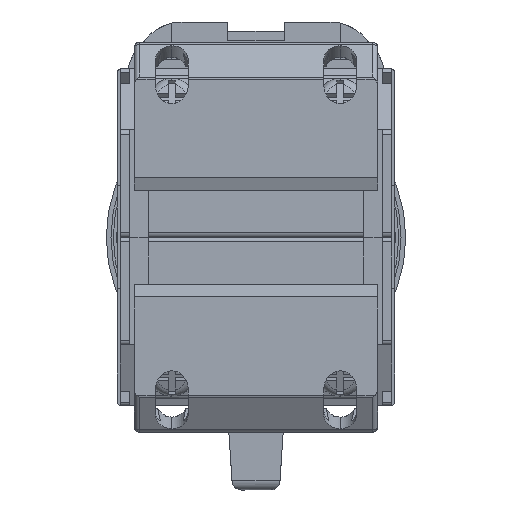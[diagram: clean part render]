
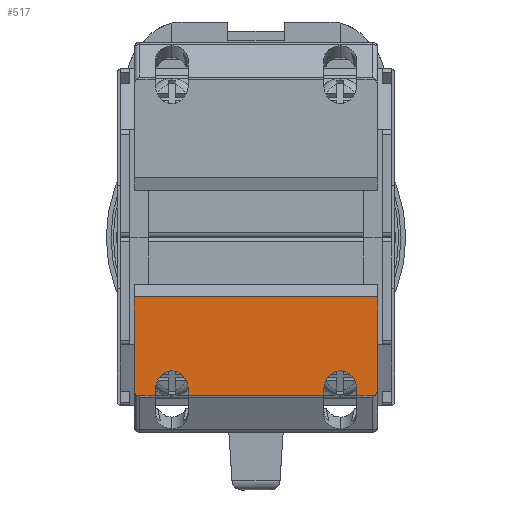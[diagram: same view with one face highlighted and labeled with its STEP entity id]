
A CAD part, front view. The second image highlights one B-rep face of the part: STEP entity #517.
In plain terms, the highlighted planar face has unit normal (0, -1, 0).
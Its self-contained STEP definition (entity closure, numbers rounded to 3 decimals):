
#25 =( BOUNDED_CURVE ( )  B_SPLINE_CURVE ( 3, ( #14130, #6922, #1060, #9400 ),
 .UNSPECIFIED., .F., .F. ) 
 B_SPLINE_CURVE_WITH_KNOTS ( ( 4, 4 ),
 ( 4.712, 5.736 ),
 .UNSPECIFIED. ) 
 CURVE ( )  GEOMETRIC_REPRESENTATION_ITEM ( )  RATIONAL_B_SPLINE_CURVE ( ( 1., 0.915, 0.915, 1. ) ) 
 REPRESENTATION_ITEM ( '' )  );
#212 = EDGE_CURVE ( 'NONE', #983, #7852, #14165, .T. ) ;
#261 = CARTESIAN_POINT ( 'NONE',  ( -13., -41.5, -6.374 ) ) ;
#294 = ORIENTED_EDGE ( 'NONE', *, *, #15380, .F. ) ;
#472 = VERTEX_POINT ( 'NONE', #8553 ) ;
#517 = ADVANCED_FACE ( 'NONE', ( #14894 ), #3925, .F. ) ;
#531 = LINE ( 'NONE', #6763, #6866 ) ;
#983 = VERTEX_POINT ( 'NONE', #14201 ) ;
#1037 = DIRECTION ( 'NONE',  ( 0., 0., -1. ) ) ;
#1060 = CARTESIAN_POINT ( 'NONE',  ( 12.913, -41.5, -16.681 ) ) ;
#1184 = CARTESIAN_POINT ( 'NONE',  ( 10.75, -41.5, -12.377 ) ) ;
#1452 = DIRECTION ( 'NONE',  ( 0., 0., 1. ) ) ;
#1603 = VERTEX_POINT ( 'NONE', #7275 ) ;
#1913 = CARTESIAN_POINT ( 'NONE',  ( -12.76, -41.5, -16.86 ) ) ;
#2128 = LINE ( 'NONE', #261, #8080 ) ;
#2261 = VERTEX_POINT ( 'NONE', #7931 ) ;
#2451 = CARTESIAN_POINT ( 'NONE',  ( 13., -41.5, -16.039 ) ) ;
#2747 = CARTESIAN_POINT ( 'NONE',  ( 13., -41.5, -6.374 ) ) ;
#2847 = EDGE_CURVE ( 'NONE', #14878, #9211, #9653, .T. ) ;
#2869 = VERTEX_POINT ( 'NONE', #12291 ) ;
#2955 = DIRECTION ( 'NONE',  ( -1., 0., 0. ) ) ;
#3132 = CARTESIAN_POINT ( 'NONE',  ( -12.913, -41.5, -16.681 ) ) ;
#3203 = DIRECTION ( 'NONE',  ( -1., 0., 0. ) ) ;
#3234 = LINE ( 'NONE', #4510, #9572 ) ;
#3287 = ORIENTED_EDGE ( 'NONE', *, *, #15140, .T. ) ;
#3441 =( BOUNDED_CURVE ( )  B_SPLINE_CURVE ( 3, ( #1913, #3132, #6012, #14345 ),
 .UNSPECIFIED., .F., .F. ) 
 B_SPLINE_CURVE_WITH_KNOTS ( ( 4, 4 ),
 ( 3.689, 4.712 ),
 .UNSPECIFIED. ) 
 CURVE ( )  GEOMETRIC_REPRESENTATION_ITEM ( )  RATIONAL_B_SPLINE_CURVE ( ( 1., 0.915, 0.915, 1. ) ) 
 REPRESENTATION_ITEM ( '' )  );
#3850 = VECTOR ( 'NONE', #1037, 1000. ) ;
#3925 = PLANE ( 'NONE',  #4324 ) ;
#3950 = ORIENTED_EDGE ( 'NONE', *, *, #4692, .T. ) ;
#4172 = ORIENTED_EDGE ( 'NONE', *, *, #15322, .F. ) ;
#4218 = LINE ( 'NONE', #9373, #3850 ) ;
#4225 = CARTESIAN_POINT ( 'NONE',  ( -10.75, -41.5, -16.86 ) ) ;
#4324 = AXIS2_PLACEMENT_3D ( 'NONE', #2747, #5128, #13459 ) ;
#4385 = DIRECTION ( 'NONE',  ( 0., 0., 1. ) ) ;
#4401 = VECTOR ( 'NONE', #7370, 1000. ) ;
#4402 = EDGE_CURVE ( 'NONE', #13705, #1603, #10823, .T. ) ;
#4510 = CARTESIAN_POINT ( 'NONE',  ( -7.25, -41.5, -6.374 ) ) ;
#4692 = EDGE_CURVE ( 'NONE', #472, #9455, #12454, .T. ) ;
#4865 = VERTEX_POINT ( 'NONE', #4225 ) ;
#5115 = ORIENTED_EDGE ( 'NONE', *, *, #14662, .T. ) ;
#5128 = DIRECTION ( 'NONE',  ( 0., 1., 0. ) ) ;
#5269 = VECTOR ( 'NONE', #2955, 1000. ) ;
#5308 = ORIENTED_EDGE ( 'NONE', *, *, #4402, .T. ) ;
#5519 = CARTESIAN_POINT ( 'NONE',  ( -12.76, -41.5, -16.86 ) ) ;
#6012 = CARTESIAN_POINT ( 'NONE',  ( -13., -41.5, -16.382 ) ) ;
#6489 = VECTOR ( 'NONE', #4385, 1000. ) ;
#6515 = CARTESIAN_POINT ( 'NONE',  ( -7.25, -41.5, -16.86 ) ) ;
#6706 = CARTESIAN_POINT ( 'NONE',  ( -13., -41.5, -16.039 ) ) ;
#6722 = EDGE_CURVE ( 'NONE', #9211, #2869, #9074, .T. ) ;
#6763 = CARTESIAN_POINT ( 'NONE',  ( -10.75, -41.5, -6.374 ) ) ;
#6866 = VECTOR ( 'NONE', #15090, 1000. ) ;
#6922 = CARTESIAN_POINT ( 'NONE',  ( 13., -41.5, -16.382 ) ) ;
#7083 = EDGE_LOOP ( 'NONE', ( #3287, #5308, #9489, #294, #10586, #7471, #13266, #11604, #4172, #9975, #5115, #3950, #14462, #10925 ) ) ;
#7241 = CARTESIAN_POINT ( 'NONE',  ( -7.25, -41.5, -16.185 ) ) ;
#7275 = CARTESIAN_POINT ( 'NONE',  ( 10.75, -41.5, -16.185 ) ) ;
#7370 = DIRECTION ( 'NONE',  ( -1., 0., 0. ) ) ;
#7441 = DIRECTION ( 'NONE',  ( 0., 0., 1. ) ) ;
#7471 = ORIENTED_EDGE ( 'NONE', *, *, #2847, .T. ) ;
#7852 = VERTEX_POINT ( 'NONE', #6515 ) ;
#7931 = CARTESIAN_POINT ( 'NONE',  ( 12.76, -41.5, -16.86 ) ) ;
#8080 = VECTOR ( 'NONE', #1452, 1000. ) ;
#8318 = CARTESIAN_POINT ( 'NONE',  ( 7.25, -41.5, -12.377 ) ) ;
#8346 = EDGE_CURVE ( 'NONE', #4865, #15114, #14401, .T. ) ;
#8553 = CARTESIAN_POINT ( 'NONE',  ( -10.75, -41.5, -16.185 ) ) ;
#8583 = EDGE_CURVE ( 'NONE', #14878, #2261, #25, .T. ) ;
#8673 = CARTESIAN_POINT ( 'NONE',  ( 13., -41.5, -16.86 ) ) ;
#8830 = CARTESIAN_POINT ( 'NONE',  ( 10.75, -41.5, -16.86 ) ) ;
#8989 = VERTEX_POINT ( 'NONE', #6706 ) ;
#9074 = LINE ( 'NONE', #10904, #15397 ) ;
#9211 = VERTEX_POINT ( 'NONE', #14317 ) ;
#9373 = CARTESIAN_POINT ( 'NONE',  ( 10.75, -41.5, -6.374 ) ) ;
#9400 = CARTESIAN_POINT ( 'NONE',  ( 12.76, -41.5, -16.86 ) ) ;
#9455 = VERTEX_POINT ( 'NONE', #9823 ) ;
#9489 = ORIENTED_EDGE ( 'NONE', *, *, #9905, .T. ) ;
#9530 = CARTESIAN_POINT ( 'NONE',  ( 10.75, -41.5, -16.185 ) ) ;
#9572 = VECTOR ( 'NONE', #11656, 1000. ) ;
#9653 = LINE ( 'NONE', #13438, #12812 ) ;
#9823 = CARTESIAN_POINT ( 'NONE',  ( -7.25, -41.5, -16.185 ) ) ;
#9905 = EDGE_CURVE ( 'NONE', #1603, #13912, #4218, .T. ) ;
#9975 = ORIENTED_EDGE ( 'NONE', *, *, #8346, .F. ) ;
#10586 = ORIENTED_EDGE ( 'NONE', *, *, #8583, .F. ) ;
#10645 = EDGE_CURVE ( 'NONE', #8989, #2869, #2128, .T. ) ;
#10823 =( BOUNDED_CURVE ( )  B_SPLINE_CURVE ( 3, ( #15452, #8318, #1184, #9530 ),
 .UNSPECIFIED., .F., .F. ) 
 B_SPLINE_CURVE_WITH_KNOTS ( ( 4, 4 ),
 ( 4.712, 7.854 ),
 .UNSPECIFIED. ) 
 CURVE ( )  GEOMETRIC_REPRESENTATION_ITEM ( )  RATIONAL_B_SPLINE_CURVE ( ( 1., 0.333, 0.333, 1. ) ) 
 REPRESENTATION_ITEM ( '' )  );
#10904 = CARTESIAN_POINT ( 'NONE',  ( 13., -41.5, -6.374 ) ) ;
#10925 = ORIENTED_EDGE ( 'NONE', *, *, #212, .F. ) ;
#10990 = EDGE_CURVE ( 'NONE', #9455, #7852, #3234, .T. ) ;
#11540 = CARTESIAN_POINT ( 'NONE',  ( 13., -41.5, -16.86 ) ) ;
#11604 = ORIENTED_EDGE ( 'NONE', *, *, #10645, .F. ) ;
#11656 = DIRECTION ( 'NONE',  ( 0., 0., -1. ) ) ;
#12105 = DIRECTION ( 'NONE',  ( -1., 0., 0. ) ) ;
#12119 = CARTESIAN_POINT ( 'NONE',  ( 13., -41.5, -16.86 ) ) ;
#12291 = CARTESIAN_POINT ( 'NONE',  ( -13., -41.5, -6.374 ) ) ;
#12454 =( BOUNDED_CURVE ( )  B_SPLINE_CURVE ( 3, ( #13186, #14322, #14368, #7241 ),
 .UNSPECIFIED., .F., .F. ) 
 B_SPLINE_CURVE_WITH_KNOTS ( ( 4, 4 ),
 ( 4.712, 7.854 ),
 .UNSPECIFIED. ) 
 CURVE ( )  GEOMETRIC_REPRESENTATION_ITEM ( )  RATIONAL_B_SPLINE_CURVE ( ( 1., 0.333, 0.333, 1. ) ) 
 REPRESENTATION_ITEM ( '' )  );
#12708 = CARTESIAN_POINT ( 'NONE',  ( 7.25, -41.5, -6.374 ) ) ;
#12812 = VECTOR ( 'NONE', #7441, 1000. ) ;
#12828 = LINE ( 'NONE', #12708, #6489 ) ;
#13186 = CARTESIAN_POINT ( 'NONE',  ( -10.75, -41.5, -16.185 ) ) ;
#13266 = ORIENTED_EDGE ( 'NONE', *, *, #6722, .T. ) ;
#13438 = CARTESIAN_POINT ( 'NONE',  ( 13., -41.5, -6.374 ) ) ;
#13459 = DIRECTION ( 'NONE',  ( 0., 0., -1. ) ) ;
#13705 = VERTEX_POINT ( 'NONE', #14361 ) ;
#13789 = VECTOR ( 'NONE', #3203, 1000. ) ;
#13892 = LINE ( 'NONE', #12119, #4401 ) ;
#13912 = VERTEX_POINT ( 'NONE', #8830 ) ;
#14130 = CARTESIAN_POINT ( 'NONE',  ( 13., -41.5, -16.039 ) ) ;
#14165 = LINE ( 'NONE', #11540, #13789 ) ;
#14201 = CARTESIAN_POINT ( 'NONE',  ( 7.25, -41.5, -16.86 ) ) ;
#14317 = CARTESIAN_POINT ( 'NONE',  ( 13., -41.5, -6.374 ) ) ;
#14322 = CARTESIAN_POINT ( 'NONE',  ( -10.75, -41.5, -12.377 ) ) ;
#14345 = CARTESIAN_POINT ( 'NONE',  ( -13., -41.5, -16.039 ) ) ;
#14361 = CARTESIAN_POINT ( 'NONE',  ( 7.25, -41.5, -16.185 ) ) ;
#14368 = CARTESIAN_POINT ( 'NONE',  ( -7.25, -41.5, -12.377 ) ) ;
#14401 = LINE ( 'NONE', #8673, #5269 ) ;
#14462 = ORIENTED_EDGE ( 'NONE', *, *, #10990, .T. ) ;
#14662 = EDGE_CURVE ( 'NONE', #4865, #472, #531, .T. ) ;
#14878 = VERTEX_POINT ( 'NONE', #2451 ) ;
#14894 = FACE_OUTER_BOUND ( 'NONE', #7083, .T. ) ;
#15090 = DIRECTION ( 'NONE',  ( 0., 0., 1. ) ) ;
#15114 = VERTEX_POINT ( 'NONE', #5519 ) ;
#15140 = EDGE_CURVE ( 'NONE', #983, #13705, #12828, .T. ) ;
#15322 = EDGE_CURVE ( 'NONE', #15114, #8989, #3441, .T. ) ;
#15380 = EDGE_CURVE ( 'NONE', #2261, #13912, #13892, .T. ) ;
#15397 = VECTOR ( 'NONE', #12105, 1000. ) ;
#15452 = CARTESIAN_POINT ( 'NONE',  ( 7.25, -41.5, -16.185 ) ) ;
